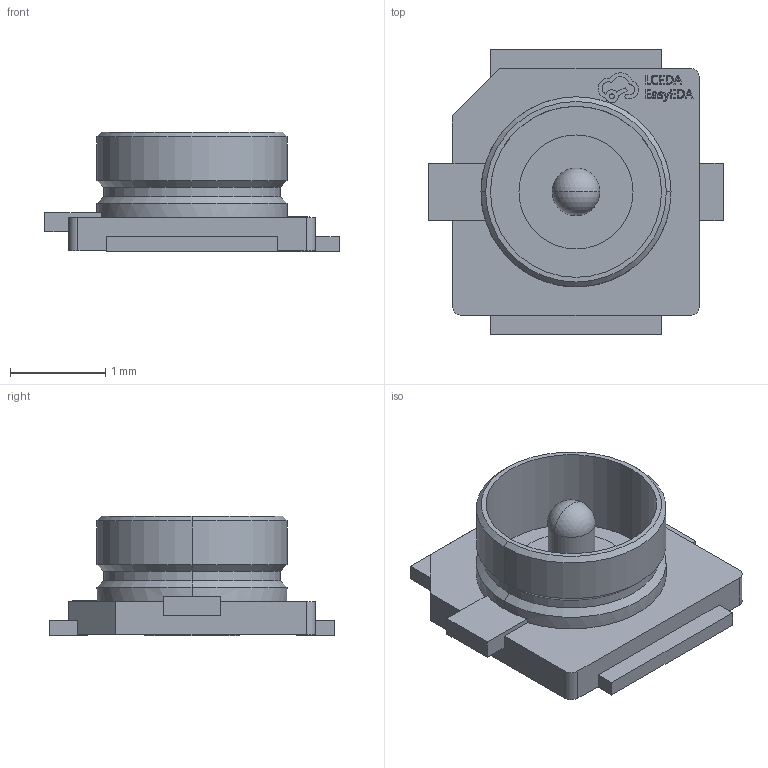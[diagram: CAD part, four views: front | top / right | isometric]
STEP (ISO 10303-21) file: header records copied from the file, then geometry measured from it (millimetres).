
FILE_DESCRIPTION (( 'STEP AP214' ), '1' );
FILE_NAME ('IPEX-SMD_3P-L2.6-W2.6-LS3.0_RF1200001R.STEP', '2024-04-20T13:50:32', ( '' ), ( '' ), 'SwSTEP 2.0', 'SolidWorks 2020', '' );
FILE_SCHEMA (( 'AUTOMOTIVE_DESIGN' ));
Length unit declared in the file: millimetre
Products named in the file (1): IPEX-SMD_3P-L2.6-W2.6-LS3.0_RF1200001R
Bounding box: 3.1 x 3 x 1.26 mm (x, y, z)
Volume: 3.2 mm3; surface area: 32.5 mm2
Topology: 1 solids, 1 shells, 293 faces, 795 edges, 525 vertices
Faces by surface type: plane 164, bspline 98, cylinder 21, cone 6, torus 2, sphere 2
Entity records: 12902 total; most frequent: CARTESIAN_POINT 2914, ORIENTED_EDGE 1582, DIRECTION 1035, EDGE_CURVE 791, LINE 539, VECTOR 539, VERTEX_POINT 523, EDGE_LOOP 316
